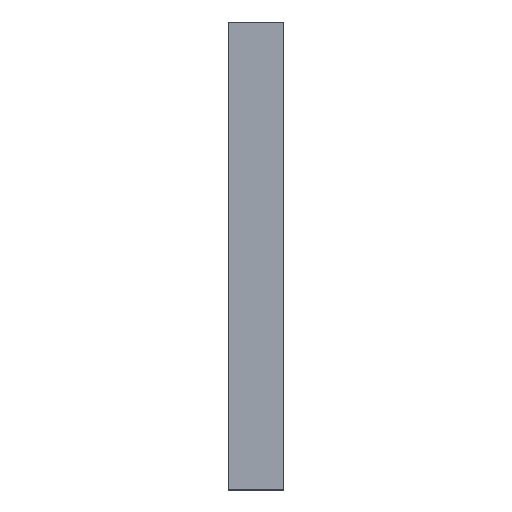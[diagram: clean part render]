
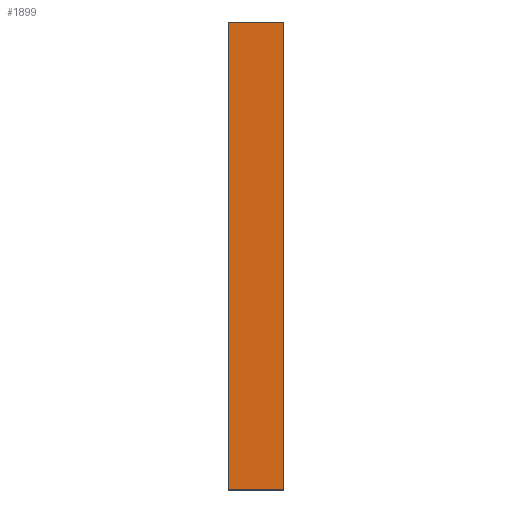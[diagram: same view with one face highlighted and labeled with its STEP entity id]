
A CAD part, left-side view. The second image highlights one B-rep face of the part: STEP entity #1899.
In plain terms, the highlighted planar face has unit normal (-1, 0, 0).
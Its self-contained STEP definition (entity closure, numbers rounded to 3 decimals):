
#120 = PLANE ( 'NONE',  #2773 ) ;
#194 = DIRECTION ( 'NONE',  ( 0., -1., 0. ) ) ;
#220 = VERTEX_POINT ( 'NONE', #1620 ) ;
#492 = CARTESIAN_POINT ( 'NONE',  ( -395., 0., -80. ) ) ;
#598 = CARTESIAN_POINT ( 'NONE',  ( -395., 0., 80. ) ) ;
#728 = VERTEX_POINT ( 'NONE', #2265 ) ;
#746 = VERTEX_POINT ( 'NONE', #2553 ) ;
#798 = ORIENTED_EDGE ( 'NONE', *, *, #1268, .F. ) ;
#838 = DIRECTION ( 'NONE',  ( 0., 0., 1. ) ) ;
#840 = ORIENTED_EDGE ( 'NONE', *, *, #2381, .F. ) ;
#912 = LINE ( 'NONE', #1602, #2918 ) ;
#955 = EDGE_CURVE ( 'NONE', #2905, #728, #2926, .T. ) ;
#1082 = CARTESIAN_POINT ( 'NONE',  ( -395., 19., 80. ) ) ;
#1096 = DIRECTION ( 'NONE',  ( 0., 0., -1. ) ) ;
#1111 = CARTESIAN_POINT ( 'NONE',  ( -395., 19., 80. ) ) ;
#1143 = EDGE_LOOP ( 'NONE', ( #2031, #798, #840, #1607 ) ) ;
#1268 = EDGE_CURVE ( 'NONE', #746, #728, #2264, .T. ) ;
#1415 = VECTOR ( 'NONE', #194, 1000. ) ;
#1505 = CARTESIAN_POINT ( 'NONE',  ( -395., 19., 80. ) ) ;
#1602 = CARTESIAN_POINT ( 'NONE',  ( -395., 19., -80. ) ) ;
#1607 = ORIENTED_EDGE ( 'NONE', *, *, #2026, .T. ) ;
#1617 = VECTOR ( 'NONE', #1803, 1000. ) ;
#1620 = CARTESIAN_POINT ( 'NONE',  ( -395., 19., -80. ) ) ;
#1799 = VECTOR ( 'NONE', #838, 1000. ) ;
#1803 = DIRECTION ( 'NONE',  ( 0., 0., 1. ) ) ;
#1899 = ADVANCED_FACE ( 'NONE', ( #2189 ), #120, .F. ) ;
#1960 = LINE ( 'NONE', #1505, #1617 ) ;
#2008 = DIRECTION ( 'NONE',  ( 1., 0., 0. ) ) ;
#2026 = EDGE_CURVE ( 'NONE', #220, #2905, #912, .T. ) ;
#2031 = ORIENTED_EDGE ( 'NONE', *, *, #955, .T. ) ;
#2189 = FACE_OUTER_BOUND ( 'NONE', #1143, .T. ) ;
#2264 = LINE ( 'NONE', #1111, #1415 ) ;
#2265 = CARTESIAN_POINT ( 'NONE',  ( -395., 0., 80. ) ) ;
#2381 = EDGE_CURVE ( 'NONE', #220, #746, #1960, .T. ) ;
#2553 = CARTESIAN_POINT ( 'NONE',  ( -395., 19., 80. ) ) ;
#2733 = DIRECTION ( 'NONE',  ( 0., -1., 0. ) ) ;
#2773 = AXIS2_PLACEMENT_3D ( 'NONE', #1082, #2008, #1096 ) ;
#2905 = VERTEX_POINT ( 'NONE', #492 ) ;
#2918 = VECTOR ( 'NONE', #2733, 1000. ) ;
#2926 = LINE ( 'NONE', #598, #1799 ) ;
